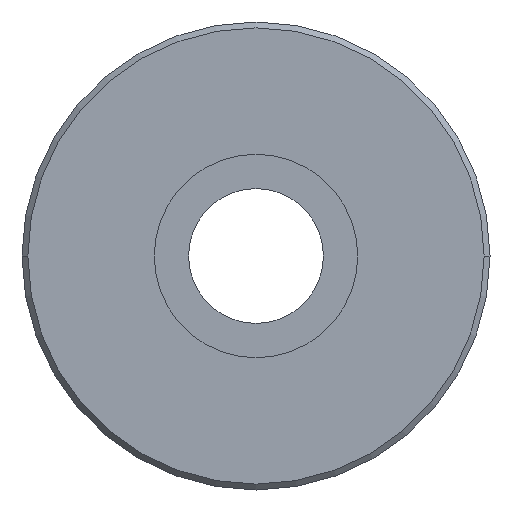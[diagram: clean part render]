
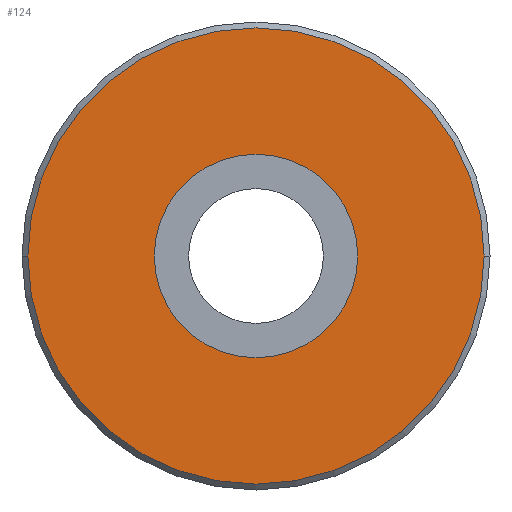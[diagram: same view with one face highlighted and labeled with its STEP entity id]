
A CAD part, left-side view. The second image highlights one B-rep face of the part: STEP entity #124.
In plain terms, the highlighted planar face has unit normal (-1, 0, 0).
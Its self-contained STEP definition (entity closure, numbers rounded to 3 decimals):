
#124=ADVANCED_FACE('',(#275,#276),#277,.T.);
#275=FACE_BOUND('',#460,.T.);
#276=FACE_OUTER_BOUND('',#461,.T.);
#277=PLANE('',#462);
#460=EDGE_LOOP('',(#729,#730));
#461=EDGE_LOOP('',(#731,#732));
#462=AXIS2_PLACEMENT_3D('',#733,#734,#735);
#729=ORIENTED_EDGE('',*,*,#1082,.T.);
#730=ORIENTED_EDGE('',*,*,#1066,.T.);
#731=ORIENTED_EDGE('',*,*,#1089,.T.);
#732=ORIENTED_EDGE('',*,*,#1054,.T.);
#733=CARTESIAN_POINT('',(0.0,0.0,0.0));
#734=DIRECTION('',(-1.0,0.0,0.0));
#735=DIRECTION('',(0.0,0.0,1.0));
#1054=EDGE_CURVE('',#1241,#1239,#1242,.T.);
#1066=EDGE_CURVE('',#1257,#1261,#1263,.T.);
#1082=EDGE_CURVE('',#1261,#1257,#1283,.T.);
#1089=EDGE_CURVE('',#1239,#1241,#1290,.T.);
#1239=VERTEX_POINT('',#1486);
#1241=VERTEX_POINT('',#1489);
#1242=CIRCLE('',#1490,17.55);
#1257=VERTEX_POINT('',#1508);
#1261=VERTEX_POINT('',#1513);
#1263=CIRCLE('',#1516,7.83);
#1283=CIRCLE('',#1538,7.83);
#1290=CIRCLE('',#1545,17.55);
#1486=CARTESIAN_POINT('',(0.0,17.55,0.0));
#1489=CARTESIAN_POINT('',(0.0,-17.55,0.));
#1490=AXIS2_PLACEMENT_3D('',#2024,#2025,#2026);
#1508=CARTESIAN_POINT('',(0.0,0.,-7.83));
#1513=CARTESIAN_POINT('',(0.0,0.,7.83));
#1516=AXIS2_PLACEMENT_3D('',#2044,#2045,#2046);
#1538=AXIS2_PLACEMENT_3D('',#2070,#2071,#2072);
#1545=AXIS2_PLACEMENT_3D('',#2082,#2083,#2084);
#2024=CARTESIAN_POINT('',(0.0,0.0,0.));
#2025=DIRECTION('',(-1.0,0.0,0.0));
#2026=DIRECTION('',(0.0,1.0,0.0));
#2044=CARTESIAN_POINT('',(0.0,0.0,0.0));
#2045=DIRECTION('',(1.0,0.0,0.0));
#2046=DIRECTION('',(0.0,0.0,-1.0));
#2070=CARTESIAN_POINT('',(0.0,0.0,0.0));
#2071=DIRECTION('',(1.0,0.0,0.0));
#2072=DIRECTION('',(0.0,0.0,-1.0));
#2082=CARTESIAN_POINT('',(0.0,0.0,0.));
#2083=DIRECTION('',(-1.0,0.0,0.0));
#2084=DIRECTION('',(0.0,1.0,0.0));
